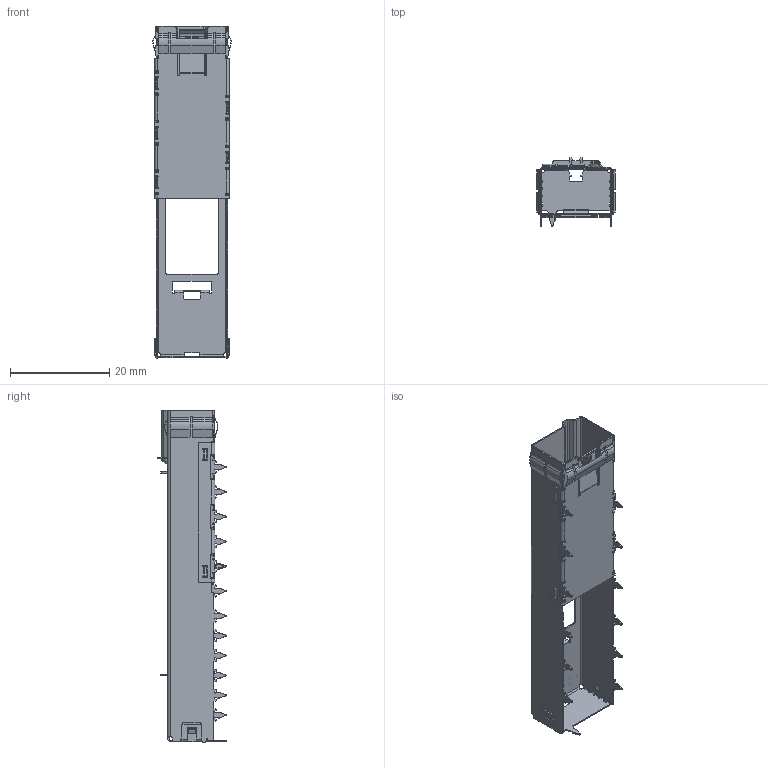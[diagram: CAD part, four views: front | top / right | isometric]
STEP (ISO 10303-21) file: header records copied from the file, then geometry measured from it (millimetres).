
FILE_DESCRIPTION (( 'STEP AP214' ), '1' );
FILE_NAME ('CN109C-1001-01-210126.STEP', '2021-01-26T10:25:58', ( '' ), ( '' ), 'SwSTEP 2.0', 'SolidWorks 2018', '' );
FILE_SCHEMA (( 'AUTOMOTIVE_DESIGN' ));
Length unit declared in the file: millimetre
Products named in the file (6): PressFit穴埋め; CN109C-1001-01-210126; DSFP-DD EMI finger-TOP_BOTTOM; DSFP-DD EMI finger-TOP_SIDE; Part6^Cage-assy結合; DSFP-DD EMI finger-TOP_TOP-3
Assembly tree (6 placements, depth 2):
  CN109C-1001-01-210126
    DSFP-DD EMI finger-TOP_TOP-3
    DSFP-DD EMI finger-TOP_BOTTOM
    DSFP-DD EMI finger-TOP_SIDE  x2
    Part6^Cage-assy結合
    PressFit穴埋め
Bounding box: 15.82 x 13.75 x 66.92 mm (x, y, z)
Volume: 643.2 mm3; surface area: 5641.3 mm2
Topology: 6 solids, 6 shells, 1698 faces, 4875 edges, 3044 vertices
Faces by surface type: plane 964, cylinder 594, bspline 136, sphere 4
Entity records: 57715 total; most frequent: CARTESIAN_POINT 14948, ORIENTED_EDGE 9330, DIRECTION 8494, EDGE_CURVE 4665, LINE 3230, VECTOR 3230, VERTEX_POINT 2988, AXIS2_PLACEMENT_3D 2632
